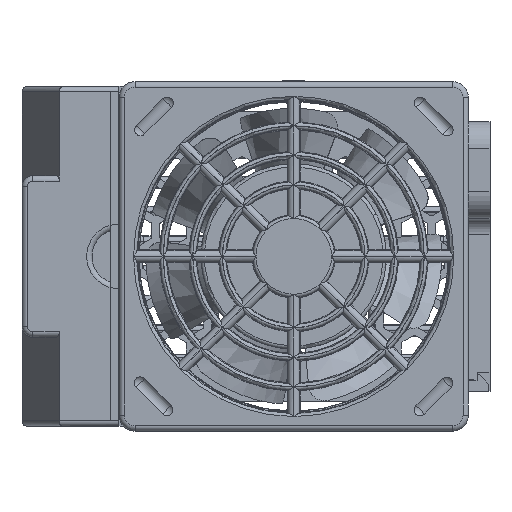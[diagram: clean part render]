
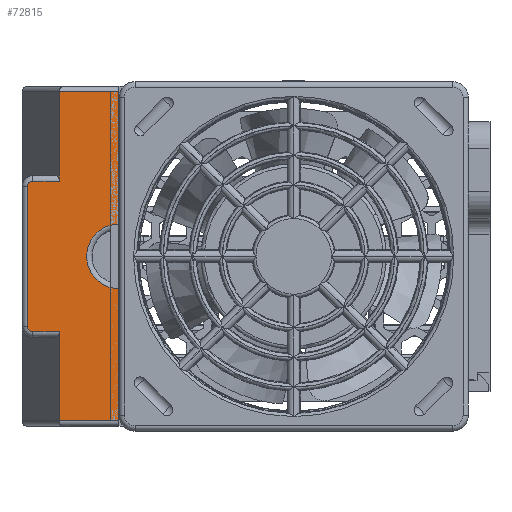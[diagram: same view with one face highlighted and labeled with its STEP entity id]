
A CAD part, front view. The second image highlights one B-rep face of the part: STEP entity #72815.
In plain terms, the highlighted planar face has unit normal (0, -1, 0).
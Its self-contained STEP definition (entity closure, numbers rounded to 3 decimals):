
#9226 = VERTEX_POINT ( 'NONE', #99385 ) ;
#9246 = VERTEX_POINT ( 'NONE', #99411 ) ;
#9294 = VERTEX_POINT ( 'NONE', #99471 ) ;
#9364 = VERTEX_POINT ( 'NONE', #21250 ) ;
#9457 = VERTEX_POINT ( 'NONE', #21343 ) ;
#9496 = VERTEX_POINT ( 'NONE', #21382 ) ;
#9501 = VERTEX_POINT ( 'NONE', #21387 ) ;
#18326 = ORIENTED_EDGE ( 'NONE', *, *, #47863, .T. ) ;
#18327 = ORIENTED_EDGE ( 'NONE', *, *, #47864, .T. ) ;
#18328 = ORIENTED_EDGE ( 'NONE', *, *, #47752, .T. ) ;
#18329 = ORIENTED_EDGE ( 'NONE', *, *, #47867, .T. ) ;
#18330 = ORIENTED_EDGE ( 'NONE', *, *, #47728, .T. ) ;
#18331 = ORIENTED_EDGE ( 'NONE', *, *, #47865, .T. ) ;
#18332 = ORIENTED_EDGE ( 'NONE', *, *, #47868, .T. ) ;
#18333 = ORIENTED_EDGE ( 'NONE', *, *, #47782, .T. ) ;
#18334 = ORIENTED_EDGE ( 'NONE', *, *, #47771, .T. ) ;
#18335 = ORIENTED_EDGE ( 'NONE', *, *, #47786, .T. ) ;
#18336 = ORIENTED_EDGE ( 'NONE', *, *, #47789, .T. ) ;
#18337 = ORIENTED_EDGE ( 'NONE', *, *, #47792, .T. ) ;
#21250 = CARTESIAN_POINT ( 'NONE',  ( -0.683, 48.888, -150.22 ) ) ;
#21343 = CARTESIAN_POINT ( 'NONE',  ( -0.683, 48.888, -89.12 ) ) ;
#21382 = CARTESIAN_POINT ( 'NONE',  ( -5.611, 48.888, -105.67 ) ) ;
#21387 = CARTESIAN_POINT ( 'NONE',  ( -5.611, 48.888, -133.67 ) ) ;
#24128 = CARTESIAN_POINT ( 'NONE',  ( 10.389, 48.888, -113.67 ) ) ;
#24146 = CARTESIAN_POINT ( 'NONE',  ( 10.389, 48.888, -150.22 ) ) ;
#27150 = CARTESIAN_POINT ( 'NONE',  ( 0.889, 48.888, -151.22 ) ) ;
#27151 = PLANE ( 'NONE',  #65431 ) ;
#27160 = DIRECTION ( 'NONE',  ( 0., 1., 0. ) ) ;
#27161 = DIRECTION ( 'NONE',  ( 0., 0., -1. ) ) ;
#27836 = AXIS2_PLACEMENT_3D ( 'NONE', #39584, #39592, #39593 ) ;
#27852 = AXIS2_PLACEMENT_3D ( 'NONE', #39747, #39749, #39750 ) ;
#27855 = AXIS2_PLACEMENT_3D ( 'NONE', #39764, #39765, #39766 ) ;
#35634 = VECTOR ( 'NONE', #39758, 1000. ) ;
#35639 = CIRCLE ( 'NONE', #27852, 1. ) ;
#35641 = LINE ( 'NONE', #39751, #35634 ) ;
#35649 = CIRCLE ( 'NONE', #27855, 1. ) ;
#35805 = LINE ( 'NONE', #39909, #35836 ) ;
#35836 = VECTOR ( 'NONE', #39915, 1000. ) ;
#35839 = LINE ( 'NONE', #39916, #35841 ) ;
#35841 = VECTOR ( 'NONE', #39917, 1000. ) ;
#35843 = LINE ( 'NONE', #39918, #35845 ) ;
#35845 = VECTOR ( 'NONE', #39919, 1000. ) ;
#35851 = LINE ( 'NONE', #39922, #35852 ) ;
#35852 = VECTOR ( 'NONE', #39923, 1000. ) ;
#35853 = LINE ( 'NONE', #39924, #35854 ) ;
#35854 = VECTOR ( 'NONE', #39925, 1000. ) ;
#39584 = CARTESIAN_POINT ( 'NONE',  ( 10.389, 48.888, -119.67 ) ) ;
#39592 = DIRECTION ( 'NONE',  ( 0., 1., 0. ) ) ;
#39593 = DIRECTION ( 'NONE',  ( 0., 0., -1. ) ) ;
#39669 = CARTESIAN_POINT ( 'NONE',  ( 0.889, 48.888, -150.22 ) ) ;
#39670 = DIRECTION ( 'NONE',  ( 1., 0., 0. ) ) ;
#39711 = CARTESIAN_POINT ( 'NONE',  ( -5.611, 48.888, -105.67 ) ) ;
#39712 = DIRECTION ( 'NONE',  ( -1., 0., 0. ) ) ;
#39738 = CARTESIAN_POINT ( 'NONE',  ( -0.683, 48.888, -151.22 ) ) ;
#39739 = DIRECTION ( 'NONE',  ( 0., 0., -1. ) ) ;
#39747 = CARTESIAN_POINT ( 'NONE',  ( -5.611, 48.888, -106.67 ) ) ;
#39749 = DIRECTION ( 'NONE',  ( 0., -1., 0. ) ) ;
#39750 = DIRECTION ( 'NONE',  ( 0., 0., -1. ) ) ;
#39751 = CARTESIAN_POINT ( 'NONE',  ( -6.611, 48.888, -151.22 ) ) ;
#39758 = DIRECTION ( 'NONE',  ( 0., 0., -1. ) ) ;
#39764 = CARTESIAN_POINT ( 'NONE',  ( -5.611, 48.888, -132.67 ) ) ;
#39765 = DIRECTION ( 'NONE',  ( 0., -1., 0. ) ) ;
#39766 = DIRECTION ( 'NONE',  ( 0., 0., -1. ) ) ;
#39909 = CARTESIAN_POINT ( 'NONE',  ( -0.683, 48.888, -133.67 ) ) ;
#39915 = DIRECTION ( 'NONE',  ( 1., 0., 0. ) ) ;
#39916 = CARTESIAN_POINT ( 'NONE',  ( -0.683, 48.888, -151.22 ) ) ;
#39917 = DIRECTION ( 'NONE',  ( 0., 0., -1. ) ) ;
#39918 = CARTESIAN_POINT ( 'NONE',  ( 10.389, 48.888, -151.22 ) ) ;
#39919 = DIRECTION ( 'NONE',  ( 0., 0., 1. ) ) ;
#39922 = CARTESIAN_POINT ( 'NONE',  ( 10.389, 48.888, -151.22 ) ) ;
#39923 = DIRECTION ( 'NONE',  ( 0., 0., 1. ) ) ;
#39924 = CARTESIAN_POINT ( 'NONE',  ( 0.889, 48.888, -89.12 ) ) ;
#39925 = DIRECTION ( 'NONE',  ( -1., 0., 0. ) ) ;
#47728 = EDGE_CURVE ( 'NONE', #102571, #80818, #84366, .T. ) ;
#47752 = EDGE_CURVE ( 'NONE', #9364, #80836, #84420, .T. ) ;
#47771 = EDGE_CURVE ( 'NONE', #102565, #9496, #84470, .T. ) ;
#47782 = EDGE_CURVE ( 'NONE', #9457, #102565, #76915, .T. ) ;
#47786 = EDGE_CURVE ( 'NONE', #9496, #103203, #35639, .T. ) ;
#47789 = EDGE_CURVE ( 'NONE', #103203, #9226, #35641, .T. ) ;
#47792 = EDGE_CURVE ( 'NONE', #9226, #9501, #35649, .T. ) ;
#47863 = EDGE_CURVE ( 'NONE', #9501, #9246, #35805, .T. ) ;
#47864 = EDGE_CURVE ( 'NONE', #9246, #9364, #35839, .T. ) ;
#47865 = EDGE_CURVE ( 'NONE', #80818, #9294, #35843, .T. ) ;
#47867 = EDGE_CURVE ( 'NONE', #80836, #102571, #35851, .T. ) ;
#47868 = EDGE_CURVE ( 'NONE', #9294, #9457, #35853, .T. ) ;
#63153 = CARTESIAN_POINT ( 'NONE',  ( -0.683, 48.888, -105.67 ) ) ;
#63160 = CARTESIAN_POINT ( 'NONE',  ( 10.389, 48.888, -125.67 ) ) ;
#63414 = CARTESIAN_POINT ( 'NONE',  ( -6.611, 48.888, -106.67 ) ) ;
#65431 = AXIS2_PLACEMENT_3D ( 'NONE', #27150, #27160, #27161 ) ;
#72815 = ADVANCED_FACE ( 'NONE', ( #104245 ), #27151, .F. ) ;
#76915 = LINE ( 'NONE', #39738, #76960 ) ;
#76960 = VECTOR ( 'NONE', #39739, 1000. ) ;
#80818 = VERTEX_POINT ( 'NONE', #24128 ) ;
#80836 = VERTEX_POINT ( 'NONE', #24146 ) ;
#84366 = CIRCLE ( 'NONE', #27836, 6. ) ;
#84420 = LINE ( 'NONE', #39669, #84422 ) ;
#84422 = VECTOR ( 'NONE', #39670, 1000. ) ;
#84470 = LINE ( 'NONE', #39711, #84471 ) ;
#84471 = VECTOR ( 'NONE', #39712, 1000. ) ;
#99385 = CARTESIAN_POINT ( 'NONE',  ( -6.611, 48.888, -132.67 ) ) ;
#99411 = CARTESIAN_POINT ( 'NONE',  ( -0.683, 48.888, -133.67 ) ) ;
#99471 = CARTESIAN_POINT ( 'NONE',  ( 10.389, 48.888, -89.12 ) ) ;
#102565 = VERTEX_POINT ( 'NONE', #63153 ) ;
#102571 = VERTEX_POINT ( 'NONE', #63160 ) ;
#103203 = VERTEX_POINT ( 'NONE', #63414 ) ;
#104245 = FACE_OUTER_BOUND ( 'NONE', #106086, .T. ) ;
#106086 = EDGE_LOOP ( 'NONE', ( #18326, #18327, #18328, #18329, #18330, #18331, #18332, #18333, #18334, #18335, #18336, #18337 ) ) ;
